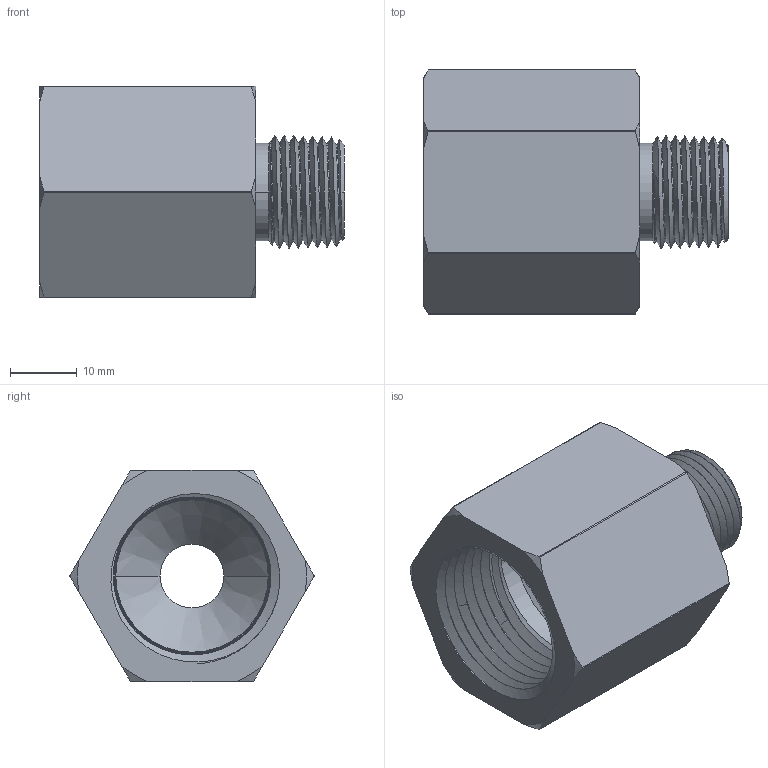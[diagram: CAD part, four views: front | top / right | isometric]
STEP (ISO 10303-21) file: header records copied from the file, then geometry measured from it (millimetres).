
FILE_DESCRIPTION((''),'2;1');
FILE_NAME('REDUCING_ADAPTER_H_MFAC','2025-07-08T13:36:42',('Administrator'),(''),'CREO PARAMETRIC BY PTC INC, 2020414','CREO PARAMETRIC BY PTC INC, 2020414','');
FILE_SCHEMA(('AUTOMOTIVE_DESIGN { 1 0 10303 214 1 1 1 1 }'));
Length unit declared in the file: millimetre
Products named in the file (1): REDUCING_ADAPTER_H_MFAC
Bounding box: 45.7 x 36.66 x 31.8 mm (x, y, z)
Volume: 20211.1 mm3; surface area: 9071.1 mm2
Topology: 1 solids, 1 shells, 87 faces, 239 edges, 166 vertices
Faces by surface type: cone 48, bspline 18, cylinder 12, plane 9
Entity records: 7560 total; most frequent: CARTESIAN_POINT 5441, ORIENTED_EDGE 468, DIRECTION 287, EDGE_CURVE 234, VERTEX_POINT 150, B_SPLINE_CURVE_WITH_KNOTS 125, COLOUR_RGB 116, AXIS2_PLACEMENT_3D 103
